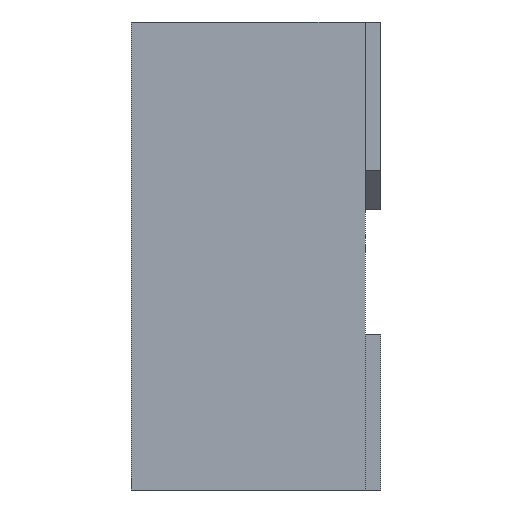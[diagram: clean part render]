
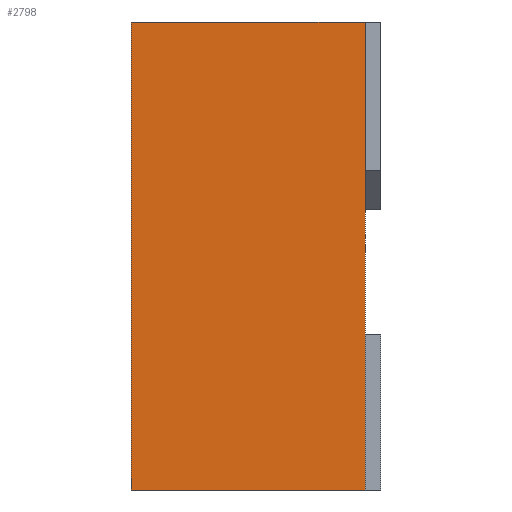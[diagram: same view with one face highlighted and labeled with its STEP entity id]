
A CAD part, left-side view. The second image highlights one B-rep face of the part: STEP entity #2798.
In plain terms, the highlighted planar face has unit normal (-1, 0, 0).
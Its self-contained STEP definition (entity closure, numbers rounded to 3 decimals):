
#35 = CARTESIAN_POINT ( 'NONE',  ( -0.75, 0.8, 0.75 ) ) ;
#44 = VERTEX_POINT ( 'NONE', #815 ) ;
#50 = VERTEX_POINT ( 'NONE', #288 ) ;
#126 = EDGE_CURVE ( 'NONE', #44, #1573, #2240, .T. ) ;
#288 = CARTESIAN_POINT ( 'NONE',  ( -0.75, 0.8, 0.75 ) ) ;
#339 = DIRECTION ( 'NONE',  ( -1., 0., 0. ) ) ;
#470 = DIRECTION ( 'NONE',  ( 0., 0., 1. ) ) ;
#560 = VECTOR ( 'NONE', #2309, 1000. ) ;
#681 = VECTOR ( 'NONE', #470, 1000. ) ;
#762 = CARTESIAN_POINT ( 'NONE',  ( -0.75, 0.8, -0.75 ) ) ;
#771 = DIRECTION ( 'NONE',  ( 0., 0., 1. ) ) ;
#782 = ORIENTED_EDGE ( 'NONE', *, *, #1460, .T. ) ;
#815 = CARTESIAN_POINT ( 'NONE',  ( -0.75, 0.05, 0.75 ) ) ;
#880 = ORIENTED_EDGE ( 'NONE', *, *, #1074, .F. ) ;
#889 = LINE ( 'NONE', #2158, #560 ) ;
#954 = VERTEX_POINT ( 'NONE', #762 ) ;
#1074 = EDGE_CURVE ( 'NONE', #1573, #954, #889, .T. ) ;
#1087 = FACE_OUTER_BOUND ( 'NONE', #1932, .T. ) ;
#1352 = LINE ( 'NONE', #1571, #2771 ) ;
#1380 = VECTOR ( 'NONE', #2611, 1000. ) ;
#1383 = AXIS2_PLACEMENT_3D ( 'NONE', #2715, #339, #771 ) ;
#1460 = EDGE_CURVE ( 'NONE', #44, #50, #1352, .T. ) ;
#1571 = CARTESIAN_POINT ( 'NONE',  ( -0.75, -2.121, 0.75 ) ) ;
#1573 = VERTEX_POINT ( 'NONE', #1772 ) ;
#1772 = CARTESIAN_POINT ( 'NONE',  ( -0.75, 0.05, -0.75 ) ) ;
#1932 = EDGE_LOOP ( 'NONE', ( #2140, #782, #2389, #880 ) ) ;
#2022 = DIRECTION ( 'NONE',  ( 0., 1., 0. ) ) ;
#2140 = ORIENTED_EDGE ( 'NONE', *, *, #126, .F. ) ;
#2158 = CARTESIAN_POINT ( 'NONE',  ( -0.75, -2.121, -0.75 ) ) ;
#2179 = CARTESIAN_POINT ( 'NONE',  ( -0.75, 0.05, 0.75 ) ) ;
#2240 = LINE ( 'NONE', #2179, #1380 ) ;
#2309 = DIRECTION ( 'NONE',  ( 0., 1., 0. ) ) ;
#2389 = ORIENTED_EDGE ( 'NONE', *, *, #2466, .F. ) ;
#2411 = LINE ( 'NONE', #35, #681 ) ;
#2466 = EDGE_CURVE ( 'NONE', #954, #50, #2411, .T. ) ;
#2498 = PLANE ( 'NONE',  #1383 ) ;
#2611 = DIRECTION ( 'NONE',  ( 0., 0., -1. ) ) ;
#2715 = CARTESIAN_POINT ( 'NONE',  ( -0.75, -2.121, 0.75 ) ) ;
#2771 = VECTOR ( 'NONE', #2022, 1000. ) ;
#2798 = ADVANCED_FACE ( 'NONE', ( #1087 ), #2498, .T. ) ;
